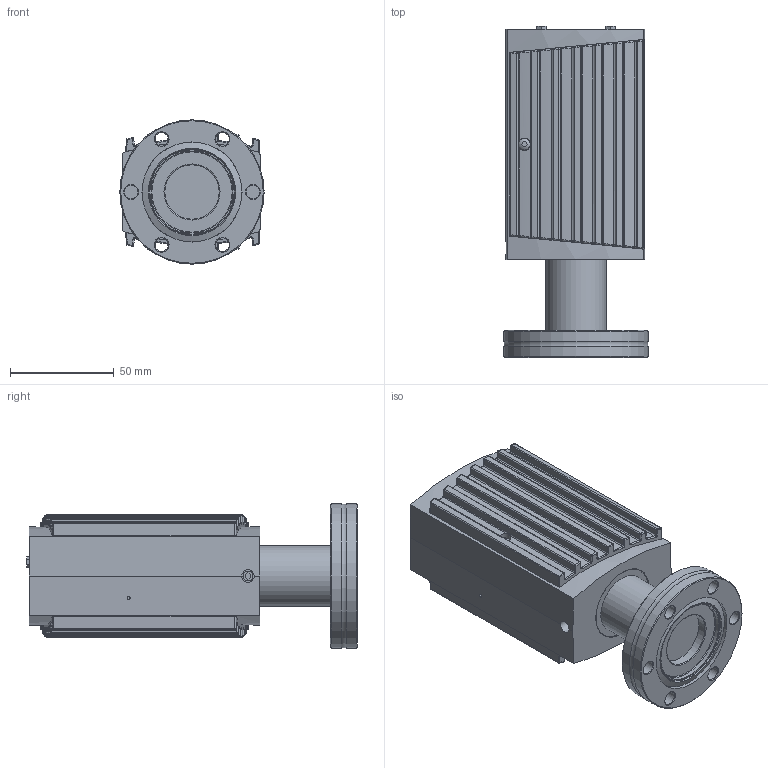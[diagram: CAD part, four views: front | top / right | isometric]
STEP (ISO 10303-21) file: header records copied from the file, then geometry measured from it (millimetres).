
FILE_DESCRIPTION((''),'2;1');
FILE_NAME('M353-553.stp','2013-04-04T11:24:57',('GELH'),(''),'Autodesk Inventor 2012','Autodesk Inventor 2012','');
FILE_SCHEMA(('AUTOMOTIVE_DESIGN { 1 0 10303 214 1 1 1 1 }'));
Length unit declared in the file: millimetre
Products named in the file (1): M353-553
Bounding box: 69.5 x 159.5 x 69.5 mm (x, y, z)
Volume: 149078.9 mm3; surface area: 97894.3 mm2
Topology: 3 solids, 3 shells, 795 faces, 2082 edges, 1311 vertices
Faces by surface type: plane 349, cylinder 260, bspline 100, sphere 58, cone 19, torus 9
Full cylindrical faces by diameter (mm): 1.5 x2, 2.3 x2, 2.4 x2, 2.8 x2, 3 x4, 3.2 x4, 4 x1, 4.8 x1, 5.6 x2, 6 x3, 6.6 x6, 24.8 x1, 25 x1, 25.6 x1, 26.2 x1, 29 x1, 31.95 x2, 32 x1, 39.5 x1, 40 x1, 41 x1, 48.1 x1, 48.2 x1, 69.5 x2
Entity records: 32129 total; most frequent: CARTESIAN_POINT 12503, DIRECTION 4240, ORIENTED_EDGE 3972, EDGE_CURVE 1986, AXIS2_PLACEMENT_3D 1608, VERTEX_POINT 1291, VECTOR 1024, LINE 1024
